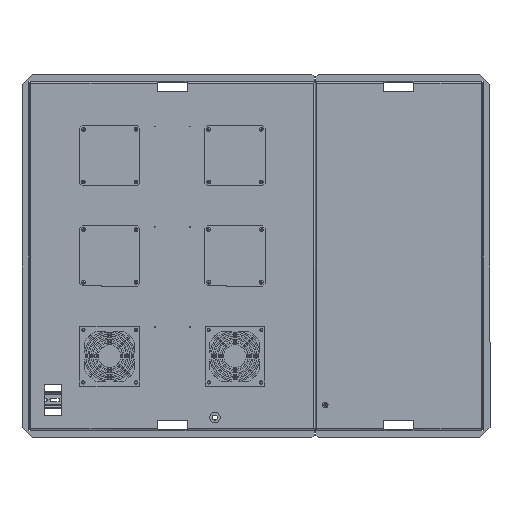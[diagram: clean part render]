
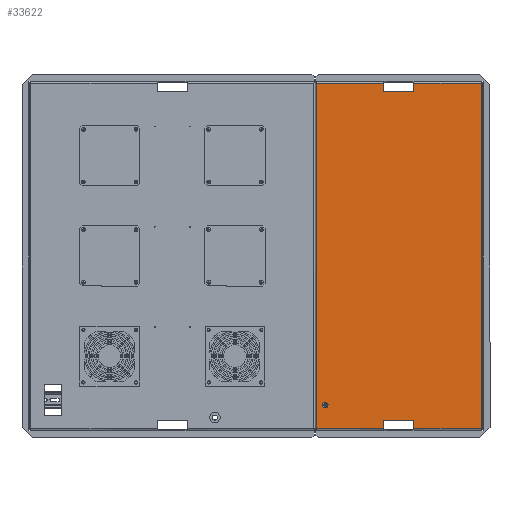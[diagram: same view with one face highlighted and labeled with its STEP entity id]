
A CAD part, top view. The second image highlights one B-rep face of the part: STEP entity #33622.
In plain terms, the highlighted planar face has unit normal (0, 0, 1).
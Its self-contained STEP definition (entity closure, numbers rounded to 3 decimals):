
#296 = EDGE_CURVE ( 'NONE', #1523, #9960, #26854, .T. ) ;
#354 = CARTESIAN_POINT ( 'NONE',  ( -30., -327.5, 1.2 ) ) ;
#974 = DIRECTION ( 'NONE',  ( 1., 0., 0. ) ) ;
#1415 = LINE ( 'NONE', #42845, #14363 ) ;
#1523 = VERTEX_POINT ( 'NONE', #31836 ) ;
#1741 = EDGE_CURVE ( 'NONE', #55753, #7499, #20924, .T. ) ;
#2044 = VERTEX_POINT ( 'NONE', #3455 ) ;
#2064 = DIRECTION ( 'NONE',  ( -1., 0., 0. ) ) ;
#2480 = VECTOR ( 'NONE', #29847, 1000. ) ;
#3151 = EDGE_CURVE ( 'NONE', #2044, #25457, #38824, .T. ) ;
#3321 = LINE ( 'NONE', #29326, #54308 ) ;
#3455 = CARTESIAN_POINT ( 'NONE',  ( -164.55, -345.05, 1.2 ) ) ;
#3490 = EDGE_CURVE ( 'NONE', #41984, #25638, #1415, .T. ) ;
#4612 = EDGE_CURVE ( 'NONE', #1523, #19086, #45849, .T. ) ;
#4770 = LINE ( 'NONE', #22517, #55747 ) ;
#5011 = CARTESIAN_POINT ( 'NONE',  ( 147., 297.025, 1.2 ) ) ;
#5200 = EDGE_LOOP ( 'NONE', ( #23729, #9472 ) ) ;
#5341 = DIRECTION ( 'NONE',  ( 1., 0., 0. ) ) ;
#5886 = EDGE_CURVE ( 'NONE', #27064, #44209, #57218, .T. ) ;
#6297 = CARTESIAN_POINT ( 'NONE',  ( 164.55, 345.05, 1.2 ) ) ;
#6558 = EDGE_CURVE ( 'NONE', #7499, #55753, #57155, .T. ) ;
#7277 = ORIENTED_EDGE ( 'NONE', *, *, #37323, .T. ) ;
#7499 = VERTEX_POINT ( 'NONE', #5011 ) ;
#8224 = AXIS2_PLACEMENT_3D ( 'NONE', #38352, #10596, #15899 ) ;
#8453 = ORIENTED_EDGE ( 'NONE', *, *, #3151, .T. ) ;
#9472 = ORIENTED_EDGE ( 'NONE', *, *, #6558, .T. ) ;
#9960 = VERTEX_POINT ( 'NONE', #12420 ) ;
#10596 = DIRECTION ( 'NONE',  ( 0., 0., -1. ) ) ;
#10810 = VERTEX_POINT ( 'NONE', #25311 ) ;
#11417 = FACE_BOUND ( 'NONE', #5200, .T. ) ;
#11849 = CARTESIAN_POINT ( 'NONE',  ( 147., 297.5, 1.2 ) ) ;
#11954 = ORIENTED_EDGE ( 'NONE', *, *, #26501, .T. ) ;
#12420 = CARTESIAN_POINT ( 'NONE',  ( -164.55, 345.05, 1.2 ) ) ;
#12452 = DIRECTION ( 'NONE',  ( 0., 0., 1. ) ) ;
#12712 = VECTOR ( 'NONE', #18748, 1000. ) ;
#12848 = PLANE ( 'NONE',  #43779 ) ;
#13613 = ORIENTED_EDGE ( 'NONE', *, *, #4612, .F. ) ;
#14363 = VECTOR ( 'NONE', #33993, 1000. ) ;
#14429 = ORIENTED_EDGE ( 'NONE', *, *, #28510, .F. ) ;
#15243 = LINE ( 'NONE', #6297, #18133 ) ;
#15899 = DIRECTION ( 'NONE',  ( 0., 1., 0. ) ) ;
#16302 = EDGE_CURVE ( 'NONE', #10810, #41984, #21707, .T. ) ;
#16569 = DIRECTION ( 'NONE',  ( 0., 1., 0. ) ) ;
#16764 = LINE ( 'NONE', #354, #44726 ) ;
#16960 = DIRECTION ( 'NONE',  ( 1., 0., 0. ) ) ;
#17272 = CARTESIAN_POINT ( 'NONE',  ( -30., -345.05, 1.2 ) ) ;
#17869 = AXIS2_PLACEMENT_3D ( 'NONE', #11849, #29757, #16569 ) ;
#18133 = VECTOR ( 'NONE', #2064, 1000. ) ;
#18748 = DIRECTION ( 'NONE',  ( 0., -1., 0. ) ) ;
#19086 = VERTEX_POINT ( 'NONE', #37124 ) ;
#19122 = VECTOR ( 'NONE', #54420, 1000. ) ;
#19233 = ORIENTED_EDGE ( 'NONE', *, *, #16302, .T. ) ;
#20924 = CIRCLE ( 'NONE', #8224, 0.475 ) ;
#21707 = LINE ( 'NONE', #55776, #56905 ) ;
#22243 = CARTESIAN_POINT ( 'NONE',  ( -30., -327.5, 1.2 ) ) ;
#22517 = CARTESIAN_POINT ( 'NONE',  ( -164.55, 345.05, 1.2 ) ) ;
#23227 = DIRECTION ( 'NONE',  ( 0., 1., 0. ) ) ;
#23729 = ORIENTED_EDGE ( 'NONE', *, *, #1741, .T. ) ;
#24708 = LINE ( 'NONE', #31806, #50436 ) ;
#25311 = CARTESIAN_POINT ( 'NONE',  ( 30., -345.05, 1.2 ) ) ;
#25457 = VERTEX_POINT ( 'NONE', #17272 ) ;
#25638 = VERTEX_POINT ( 'NONE', #35566 ) ;
#26327 = CARTESIAN_POINT ( 'NONE',  ( 30., 327.5, 1.2 ) ) ;
#26445 = EDGE_CURVE ( 'NONE', #25638, #47152, #15243, .T. ) ;
#26501 = EDGE_CURVE ( 'NONE', #44209, #10810, #37164, .T. ) ;
#26854 = LINE ( 'NONE', #56571, #2480 ) ;
#27064 = VERTEX_POINT ( 'NONE', #58776 ) ;
#27252 = CARTESIAN_POINT ( 'NONE',  ( -30., 327.5, 1.2 ) ) ;
#27322 = DIRECTION ( 'NONE',  ( 0., -1., 0. ) ) ;
#27818 = EDGE_CURVE ( 'NONE', #31613, #47152, #3321, .T. ) ;
#28510 = EDGE_CURVE ( 'NONE', #19086, #31613, #24708, .T. ) ;
#29326 = CARTESIAN_POINT ( 'NONE',  ( 30., 346.3, 1.2 ) ) ;
#29757 = DIRECTION ( 'NONE',  ( 0., 0., -1. ) ) ;
#29847 = DIRECTION ( 'NONE',  ( -1., 0., 0. ) ) ;
#31457 = VECTOR ( 'NONE', #55153, 1000. ) ;
#31479 = CARTESIAN_POINT ( 'NONE',  ( 147., 297.975, 1.2 ) ) ;
#31613 = VERTEX_POINT ( 'NONE', #26327 ) ;
#31806 = CARTESIAN_POINT ( 'NONE',  ( -30., 327.5, 1.2 ) ) ;
#31836 = CARTESIAN_POINT ( 'NONE',  ( -30., 345.05, 1.2 ) ) ;
#31907 = ORIENTED_EDGE ( 'NONE', *, *, #5886, .T. ) ;
#33095 = CARTESIAN_POINT ( 'NONE',  ( 30., 345.05, 1.2 ) ) ;
#33622 = ADVANCED_FACE ( '�����2', ( #11417, #46677 ), #12848, .T. ) ;
#33993 = DIRECTION ( 'NONE',  ( 0., 1., 0. ) ) ;
#35566 = CARTESIAN_POINT ( 'NONE',  ( 164.55, 345.05, 1.2 ) ) ;
#35690 = EDGE_LOOP ( 'NONE', ( #31907, #11954, #19233, #47780, #56045, #51413, #14429, #13613, #51982, #43833, #8453, #7277 ) ) ;
#36623 = CARTESIAN_POINT ( 'NONE',  ( 30., -346.3, 1.2 ) ) ;
#36904 = CARTESIAN_POINT ( 'NONE',  ( 164.55, -345.05, 1.2 ) ) ;
#37124 = CARTESIAN_POINT ( 'NONE',  ( -30., 327.5, 1.2 ) ) ;
#37164 = LINE ( 'NONE', #36623, #12712 ) ;
#37323 = EDGE_CURVE ( 'NONE', #25457, #27064, #16764, .T. ) ;
#38352 = CARTESIAN_POINT ( 'NONE',  ( 147., 297.5, 1.2 ) ) ;
#38824 = LINE ( 'NONE', #53960, #49642 ) ;
#39614 = DIRECTION ( 'NONE',  ( 0., 1., 0. ) ) ;
#41379 = EDGE_CURVE ( 'NONE', #9960, #2044, #4770, .T. ) ;
#41984 = VERTEX_POINT ( 'NONE', #36904 ) ;
#42845 = CARTESIAN_POINT ( 'NONE',  ( 164.55, -345.05, 1.2 ) ) ;
#43779 = AXIS2_PLACEMENT_3D ( 'NONE', #44428, #12452, #16960 ) ;
#43833 = ORIENTED_EDGE ( 'NONE', *, *, #41379, .T. ) ;
#44209 = VERTEX_POINT ( 'NONE', #46421 ) ;
#44428 = CARTESIAN_POINT ( 'NONE',  ( -167., -347.5, 1.2 ) ) ;
#44726 = VECTOR ( 'NONE', #23227, 1000. ) ;
#45100 = DIRECTION ( 'NONE',  ( 1., 0., 0. ) ) ;
#45849 = LINE ( 'NONE', #27252, #31457 ) ;
#46421 = CARTESIAN_POINT ( 'NONE',  ( 30., -327.5, 1.2 ) ) ;
#46677 = FACE_OUTER_BOUND ( 'NONE', #35690, .T. ) ;
#47152 = VERTEX_POINT ( 'NONE', #33095 ) ;
#47780 = ORIENTED_EDGE ( 'NONE', *, *, #3490, .T. ) ;
#49642 = VECTOR ( 'NONE', #45100, 1000. ) ;
#50436 = VECTOR ( 'NONE', #5341, 1000. ) ;
#51413 = ORIENTED_EDGE ( 'NONE', *, *, #27818, .F. ) ;
#51982 = ORIENTED_EDGE ( 'NONE', *, *, #296, .T. ) ;
#53960 = CARTESIAN_POINT ( 'NONE',  ( -164.55, -345.05, 1.2 ) ) ;
#54308 = VECTOR ( 'NONE', #39614, 1000. ) ;
#54420 = DIRECTION ( 'NONE',  ( 1., 0., 0. ) ) ;
#55153 = DIRECTION ( 'NONE',  ( 0., -1., 0. ) ) ;
#55747 = VECTOR ( 'NONE', #27322, 1000. ) ;
#55753 = VERTEX_POINT ( 'NONE', #31479 ) ;
#55776 = CARTESIAN_POINT ( 'NONE',  ( -164.55, -345.05, 1.2 ) ) ;
#56045 = ORIENTED_EDGE ( 'NONE', *, *, #26445, .T. ) ;
#56571 = CARTESIAN_POINT ( 'NONE',  ( 164.55, 345.05, 1.2 ) ) ;
#56905 = VECTOR ( 'NONE', #974, 1000. ) ;
#57155 = CIRCLE ( 'NONE', #17869, 0.475 ) ;
#57218 = LINE ( 'NONE', #22243, #19122 ) ;
#58776 = CARTESIAN_POINT ( 'NONE',  ( -30., -327.5, 1.2 ) ) ;
